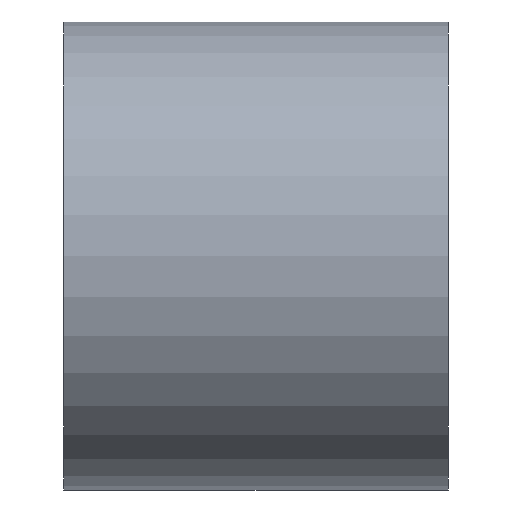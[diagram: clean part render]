
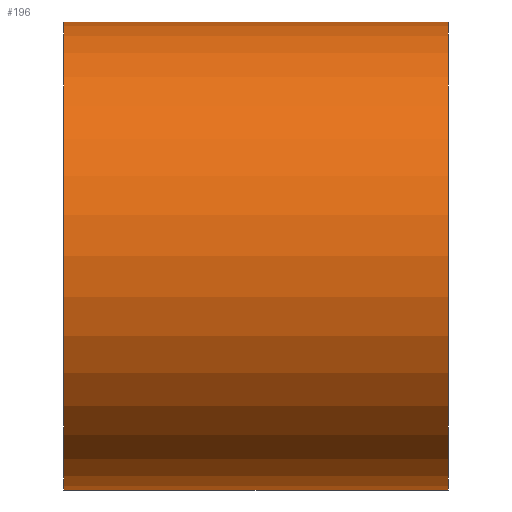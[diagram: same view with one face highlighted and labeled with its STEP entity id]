
A CAD part, left-side view. The second image highlights one B-rep face of the part: STEP entity #196.
In plain terms, the highlighted cylindrical face has radius 7.6 mm (diameter 15.2 mm), a partial arc.
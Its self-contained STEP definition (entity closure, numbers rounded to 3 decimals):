
#11 = VECTOR ( 'NONE', #57, 1000. ) ;
#16 = EDGE_CURVE ( 'NONE', #133, #183, #185, .T. ) ;
#18 = LINE ( 'NONE', #33, #142 ) ;
#19 = DIRECTION ( 'NONE',  ( 0., 0., 1. ) ) ;
#33 = CARTESIAN_POINT ( 'NONE',  ( 0., 12.5, -7.6 ) ) ;
#42 = CARTESIAN_POINT ( 'NONE',  ( 0., 0., -7.6 ) ) ;
#43 = DIRECTION ( 'NONE',  ( 0., -1., 0. ) ) ;
#47 = CIRCLE ( 'NONE', #90, 7.6 ) ;
#54 = EDGE_CURVE ( 'NONE', #166, #183, #118, .T. ) ;
#57 = DIRECTION ( 'NONE',  ( 0., -1., 0. ) ) ;
#64 = VERTEX_POINT ( 'NONE', #120 ) ;
#69 = ORIENTED_EDGE ( 'NONE', *, *, #54, .F. ) ;
#71 = DIRECTION ( 'NONE',  ( 0., 0., 1. ) ) ;
#73 = CARTESIAN_POINT ( 'NONE',  ( 0., 12.5, 7.6 ) ) ;
#90 = AXIS2_PLACEMENT_3D ( 'NONE', #169, #153, #19 ) ;
#93 = CARTESIAN_POINT ( 'NONE',  ( 0., 0., 7.6 ) ) ;
#97 = ORIENTED_EDGE ( 'NONE', *, *, #160, .F. ) ;
#108 = DIRECTION ( 'NONE',  ( 0., -1., 0. ) ) ;
#111 = ORIENTED_EDGE ( 'NONE', *, *, #16, .T. ) ;
#118 = LINE ( 'NONE', #73, #11 ) ;
#120 = CARTESIAN_POINT ( 'NONE',  ( 0., 12.5, -7.6 ) ) ;
#122 = CARTESIAN_POINT ( 'NONE',  ( 0., 12.5, 0. ) ) ;
#126 = CARTESIAN_POINT ( 'NONE',  ( 0., 12.5, 7.6 ) ) ;
#131 = CARTESIAN_POINT ( 'NONE',  ( 0., 0., 0. ) ) ;
#133 = VERTEX_POINT ( 'NONE', #42 ) ;
#142 = VECTOR ( 'NONE', #108, 1000. ) ;
#146 = DIRECTION ( 'NONE',  ( 0., 1., 0. ) ) ;
#149 = EDGE_CURVE ( 'NONE', #64, #133, #18, .T. ) ;
#152 = DIRECTION ( 'NONE',  ( 0., 0., -1. ) ) ;
#153 = DIRECTION ( 'NONE',  ( 0., 1., 0. ) ) ;
#158 = EDGE_LOOP ( 'NONE', ( #69, #97, #192, #111 ) ) ;
#160 = EDGE_CURVE ( 'NONE', #64, #166, #47, .T. ) ;
#161 = AXIS2_PLACEMENT_3D ( 'NONE', #122, #43, #152 ) ;
#166 = VERTEX_POINT ( 'NONE', #126 ) ;
#169 = CARTESIAN_POINT ( 'NONE',  ( 0., 12.5, 0. ) ) ;
#170 = FACE_OUTER_BOUND ( 'NONE', #158, .T. ) ;
#175 = AXIS2_PLACEMENT_3D ( 'NONE', #131, #146, #71 ) ;
#183 = VERTEX_POINT ( 'NONE', #93 ) ;
#185 = CIRCLE ( 'NONE', #175, 7.6 ) ;
#191 = CYLINDRICAL_SURFACE ( 'NONE', #161, 7.6 ) ;
#192 = ORIENTED_EDGE ( 'NONE', *, *, #149, .T. ) ;
#196 = ADVANCED_FACE ( 'NONE', ( #170 ), #191, .T. ) ;
